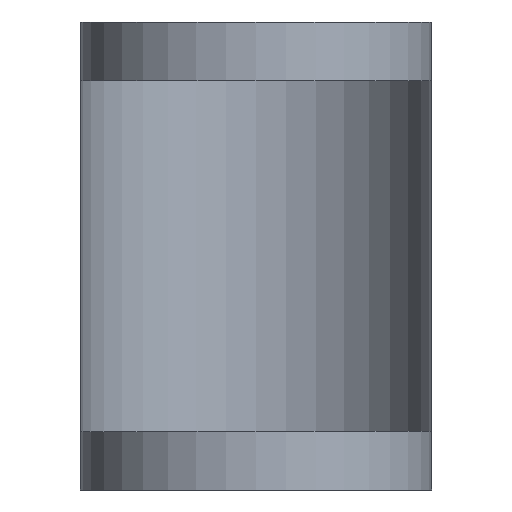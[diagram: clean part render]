
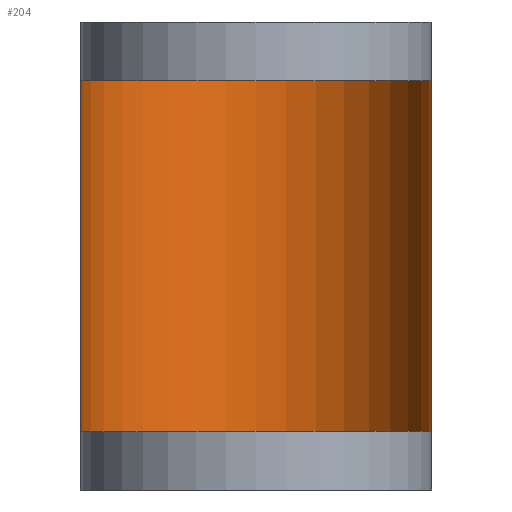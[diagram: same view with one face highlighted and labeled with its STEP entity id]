
A CAD part, left-side view. The second image highlights one B-rep face of the part: STEP entity #204.
In plain terms, the highlighted cylindrical face has radius 150 mm (diameter 300 mm), a partial arc.
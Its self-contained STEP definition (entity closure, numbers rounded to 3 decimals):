
#35=FACE_OUTER_BOUND('',#48,.T.);
#48=EDGE_LOOP('',(#155,#156,#157,#158));
#62=LINE('',#337,#78);
#63=LINE('',#339,#79);
#78=VECTOR('',#279,10.);
#79=VECTOR('',#280,10.);
#97=CIRCLE('',#241,150.);
#98=CIRCLE('',#243,150.);
#106=VERTEX_POINT('',#331);
#107=VERTEX_POINT('',#332);
#108=VERTEX_POINT('',#336);
#109=VERTEX_POINT('',#338);
#125=EDGE_CURVE('',#107,#106,#97,.T.);
#126=EDGE_CURVE('',#107,#108,#62,.T.);
#127=EDGE_CURVE('',#106,#109,#63,.T.);
#128=EDGE_CURVE('',#109,#108,#98,.T.);
#155=ORIENTED_EDGE('',*,*,#126,.F.);
#156=ORIENTED_EDGE('',*,*,#125,.T.);
#157=ORIENTED_EDGE('',*,*,#127,.T.);
#158=ORIENTED_EDGE('',*,*,#128,.T.);
#198=CYLINDRICAL_SURFACE('',#242,150.);
#204=ADVANCED_FACE('',(#35),#198,.F.);
#241=AXIS2_PLACEMENT_3D('',#334,#275,#276);
#242=AXIS2_PLACEMENT_3D('',#335,#277,#278);
#243=AXIS2_PLACEMENT_3D('',#340,#281,#282);
#275=DIRECTION('center_axis',(0.,0.,-1.));
#276=DIRECTION('ref_axis',(0.,1.,0.));
#277=DIRECTION('center_axis',(0.,0.,1.));
#278=DIRECTION('ref_axis',(0.,1.,0.));
#279=DIRECTION('',(0.,0.,1.));
#280=DIRECTION('',(0.,0.,1.));
#281=DIRECTION('center_axis',(0.,0.,1.));
#282=DIRECTION('ref_axis',(0.,1.,0.));
#331=CARTESIAN_POINT('',(0.,-150.,50.));
#332=CARTESIAN_POINT('',(0.,150.,50.));
#334=CARTESIAN_POINT('Origin',(0.,0.,50.));
#335=CARTESIAN_POINT('Origin',(0.,0.,200.));
#336=CARTESIAN_POINT('',(0.,150.,350.));
#337=CARTESIAN_POINT('',(0.,150.,0.));
#338=CARTESIAN_POINT('',(0.,-150.,350.));
#339=CARTESIAN_POINT('',(0.,-150.,0.));
#340=CARTESIAN_POINT('Origin',(0.,0.,350.));
